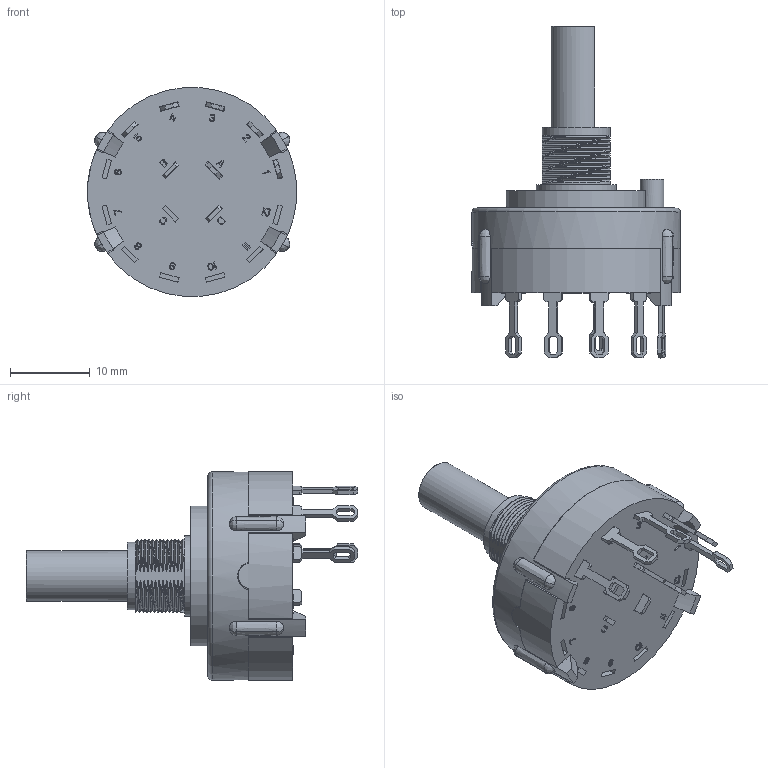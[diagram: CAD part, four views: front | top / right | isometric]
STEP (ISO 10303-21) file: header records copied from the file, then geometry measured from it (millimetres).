
FILE_DESCRIPTION(/* description */ ('STEP AP214'),/* implementation_level */ '2;1');
FILE_NAME(/* name */ 'A10505RNZQ',/* time_stamp */ '2025-02-04T20:21:49+01:00',/* author */ ('License CC BY-ND 4.0'),/* organization */ ('CADENAS'),/* preprocessor_version */ 'ST-DEVELOPER v19.3',/* originating_system */ 'PARTsolutions',/* authorisation */ ' ');
FILE_SCHEMA (('AUTOMOTIVE_DESIGN {1 0 10303 214 3 1 1}'));
Length unit declared in the file: inch
Products named in the file (2): A10505RNZQ; A10505RNZQ_PART1
Assembly tree (1 placements, depth 2):
  A10505RNZQ
    A10505RNZQ_PART1
Bounding box: 26.27 x 41.71 x 26.22 mm (x, y, z)
Volume: 4930.3 mm3; surface area: 6775.5 mm2
Topology: 1 solids, 1 shells, 1819 faces, 5232 edges, 3485 vertices
Faces by surface type: plane 1535, cylinder 157, bspline 108, cone 18, torus 1
Full cylindrical faces by diameter (mm): 1.524 x12, 1.549 x12, 2.921 x1, 2.972 x1, 3.048 x1, 3.277 x1, 3.48 x4, 5.151 x1, 6.299 x1, 6.452 x1, 8.255 x1, 8.509 x1, 10.058 x1, 12.7 x1, 14.224 x1, 14.605 x1, 26.187 x1
Entity records: 62956 total; most frequent: CARTESIAN_POINT 16066, ORIENTED_EDGE 10262, DIRECTION 8615, EDGE_CURVE 5131, LINE 4485, VECTOR 4485, VERTEX_POINT 3441, AXIS2_PLACEMENT_3D 2065
